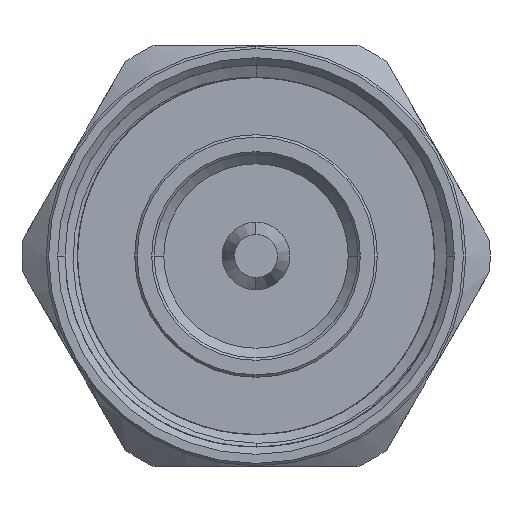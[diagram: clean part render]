
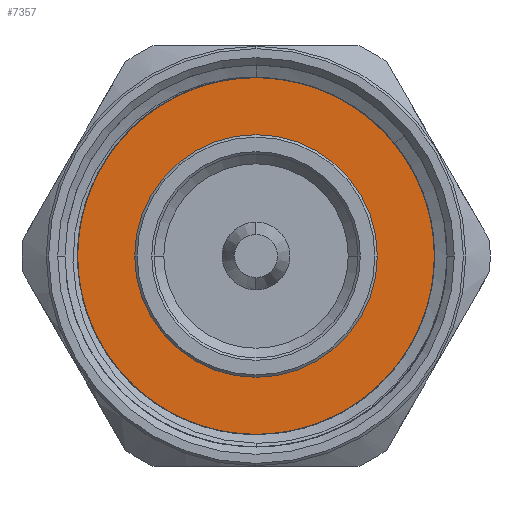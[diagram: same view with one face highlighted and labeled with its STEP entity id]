
A CAD part, left-side view. The second image highlights one B-rep face of the part: STEP entity #7357.
In plain terms, the highlighted planar face has unit normal (-1, 0, 0).
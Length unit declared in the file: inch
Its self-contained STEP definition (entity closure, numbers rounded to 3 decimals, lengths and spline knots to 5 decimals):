
#324 = CARTESIAN_POINT ( 'NONE',  ( 0.3317, -0.09337, -0.37703 ) ) ;
#371 = CARTESIAN_POINT ( 'NONE',  ( 0.3317, 0.32839, -0.17951 ) ) ;
#467 = CARTESIAN_POINT ( 'NONE',  ( 0.3317, 0.25057, -0.28294 ) ) ;
#517 = FACE_OUTER_BOUND ( 'NONE', #7679, .T. ) ;
#528 = AXIS2_PLACEMENT_3D ( 'NONE', #3400, #4848, #3443 ) ;
#675 = CIRCLE ( 'NONE', #528, 0.3937 ) ;
#718 = DIRECTION ( 'NONE',  ( -1., 0., 0. ) ) ;
#739 = AXIS2_PLACEMENT_3D ( 'NONE', #7845, #8691, #6527 ) ;
#898 = CARTESIAN_POINT ( 'NONE',  ( 0.3317, -0.3937, 0. ) ) ;
#1011 = AXIS2_PLACEMENT_3D ( 'NONE', #7919, #7292, #5741 ) ;
#1057 = CARTESIAN_POINT ( 'NONE',  ( 0.3317, 0.15955, -0.34614 ) ) ;
#1103 = CARTESIAN_POINT ( 'NONE',  ( 0.3317, 0.20734, -0.31787 ) ) ;
#1149 = CARTESIAN_POINT ( 'NONE',  ( 0.3317, 0.34982, -0.12826 ) ) ;
#1279 = EDGE_CURVE ( 'NONE', #6628, #1296, #6753, .T. ) ;
#1296 = VERTEX_POINT ( 'NONE', #2797 ) ;
#1388 = DIRECTION ( 'NONE',  ( -1., 0., 0. ) ) ;
#1719 = CARTESIAN_POINT ( 'NONE',  ( 0.3317, -0.19728, -0.33825 ) ) ;
#1776 = CARTESIAN_POINT ( 'NONE',  ( 0.3317, 0.01709, -0.38465 ) ) ;
#1825 = CARTESIAN_POINT ( 'NONE',  ( 0.3317, 0.28835, -0.24193 ) ) ;
#1921 = CARTESIAN_POINT ( 'NONE',  ( 0.3317, 0.10823, -0.36857 ) ) ;
#2087 = CARTESIAN_POINT ( 'NONE',  ( 0.3317, 0.24999, 0. ) ) ;
#2416 = ORIENTED_EDGE ( 'NONE', *, *, #9463, .T. ) ;
#2460 = CARTESIAN_POINT ( 'NONE',  ( 0.3317, -0.11165, -0.37259 ) ) ;
#2504 = CARTESIAN_POINT ( 'NONE',  ( 0.3317, -0.01075, -0.38563 ) ) ;
#2555 = CARTESIAN_POINT ( 'NONE',  ( 0.3317, 0.35974, -0.0927 ) ) ;
#2601 = CARTESIAN_POINT ( 'NONE',  ( 0.3317, -0.16408, -0.3544 ) ) ;
#2797 = CARTESIAN_POINT ( 'NONE',  ( 0.3317, -0.24999, 0. ) ) ;
#2817 = EDGE_CURVE ( 'NONE', #1296, #6628, #4921, .T. ) ;
#2895 = LINE ( 'NONE', #8779, #7963 ) ;
#3275 = CARTESIAN_POINT ( 'NONE',  ( 0.3317, 0.17602, -0.33744 ) ) ;
#3400 = CARTESIAN_POINT ( 'NONE',  ( 0.3317, 0., 0. ) ) ;
#3443 = DIRECTION ( 'NONE',  ( 0., -1., 0. ) ) ;
#3595 = ORIENTED_EDGE ( 'NONE', *, *, #5825, .T. ) ;
#3715 = DIRECTION ( 'NONE',  ( 0., -1., 0. ) ) ;
#4108 = CARTESIAN_POINT ( 'NONE',  ( 0.3317, 0.22225, -0.30698 ) ) ;
#4156 = CARTESIAN_POINT ( 'NONE',  ( 0.3317, 0.36341, -0.07443 ) ) ;
#4339 = PLANE ( 'NONE',  #1011 ) ;
#4519 = AXIS2_PLACEMENT_3D ( 'NONE', #8696, #718, #6533 ) ;
#4676 = CARTESIAN_POINT ( 'NONE',  ( 0.3317, -0.00149, -0.38553 ) ) ;
#4729 = CARTESIAN_POINT ( 'NONE',  ( 0.3317, 0.36833, 0. ) ) ;
#4776 = CARTESIAN_POINT ( 'NONE',  ( 0.3317, 0.26397, -0.26976 ) ) ;
#4824 = CARTESIAN_POINT ( 'NONE',  ( 0.3317, 0.02643, -0.38387 ) ) ;
#4848 = DIRECTION ( 'NONE',  ( -1., 0., 0. ) ) ;
#4921 = CIRCLE ( 'NONE', #739, 0.24999 ) ;
#4970 = CARTESIAN_POINT ( 'NONE',  ( 0.3317, 0., 0. ) ) ;
#5261 = ORIENTED_EDGE ( 'NONE', *, *, #8297, .T. ) ;
#5269 = VERTEX_POINT ( 'NONE', #6199 ) ;
#5402 = CARTESIAN_POINT ( 'NONE',  ( 0.3317, -0.21342, -0.32895 ) ) ;
#5450 = CARTESIAN_POINT ( 'NONE',  ( 0.3317, 0.36797, -0.03733 ) ) ;
#5513 = CARTESIAN_POINT ( 'NONE',  ( 0.3317, -0.27282, -0.28385 ) ) ;
#5550 = CARTESIAN_POINT ( 'NONE',  ( 0.3317, 0.29945, -0.22719 ) ) ;
#5615 = VERTEX_POINT ( 'NONE', #5513 ) ;
#5741 = DIRECTION ( 'NONE',  ( 0., -1., 0. ) ) ;
#5825 = EDGE_CURVE ( 'NONE', #6868, #5615, #8954, .T. ) ;
#6141 = CARTESIAN_POINT ( 'NONE',  ( 0.3317, 0.07264, -0.37827 ) ) ;
#6186 = CARTESIAN_POINT ( 'NONE',  ( 0.3317, -0.05683, -0.38319 ) ) ;
#6199 = CARTESIAN_POINT ( 'NONE',  ( 0.3317, 0.3937, 0. ) ) ;
#6233 = CARTESIAN_POINT ( 'NONE',  ( 0.3317, -0.24435, -0.30799 ) ) ;
#6283 = CARTESIAN_POINT ( 'NONE',  ( 0.3317, 0.34356, -0.14563 ) ) ;
#6290 = ORIENTED_EDGE ( 'NONE', *, *, #7372, .T. ) ;
#6386 = CIRCLE ( 'NONE', #4519, 0.3937 ) ;
#6485 = ORIENTED_EDGE ( 'NONE', *, *, #2817, .F. ) ;
#6527 = DIRECTION ( 'NONE',  ( 0., -1., 0. ) ) ;
#6533 = DIRECTION ( 'NONE',  ( 0., -1., 0. ) ) ;
#6628 = VERTEX_POINT ( 'NONE', #2087 ) ;
#6753 = CIRCLE ( 'NONE', #8289, 0.24999 ) ;
#6868 = VERTEX_POINT ( 'NONE', #8068 ) ;
#6964 = CARTESIAN_POINT ( 'NONE',  ( 0.3317, -0.259, -0.29645 ) ) ;
#7206 = FACE_BOUND ( 'NONE', #8591, .T. ) ;
#7292 = DIRECTION ( 'NONE',  ( -1., 0., 0. ) ) ;
#7357 = ADVANCED_FACE ( 'NONE', ( #7206, #517 ), #4339, .T. ) ;
#7372 = EDGE_CURVE ( 'NONE', #5269, #6868, #2895, .T. ) ;
#7679 = EDGE_LOOP ( 'NONE', ( #2416, #5261, #6290, #3595 ) ) ;
#7845 = CARTESIAN_POINT ( 'NONE',  ( 0.3317, 0., 0. ) ) ;
#7919 = CARTESIAN_POINT ( 'NONE',  ( 0.3317, 0., 0. ) ) ;
#7963 = VECTOR ( 'NONE', #3715, 39.37008 ) ;
#8068 = CARTESIAN_POINT ( 'NONE',  ( 0.3317, 0.36833, 0. ) ) ;
#8117 = ORIENTED_EDGE ( 'NONE', *, *, #1279, .F. ) ;
#8289 = AXIS2_PLACEMENT_3D ( 'NONE', #4970, #1388, #9404 ) ;
#8297 = EDGE_CURVE ( 'NONE', #9499, #5269, #6386, .T. ) ;
#8346 = CARTESIAN_POINT ( 'NONE',  ( 0.3317, -0.27282, -0.28385 ) ) ;
#8446 = CARTESIAN_POINT ( 'NONE',  ( 0.3317, 0.31944, -0.19606 ) ) ;
#8491 = CARTESIAN_POINT ( 'NONE',  ( 0.3317, 0.36886, -0.01871 ) ) ;
#8591 = EDGE_LOOP ( 'NONE', ( #6485, #8117 ) ) ;
#8691 = DIRECTION ( 'NONE',  ( -1., 0., 0. ) ) ;
#8696 = CARTESIAN_POINT ( 'NONE',  ( 0.3317, 0., 0. ) ) ;
#8779 = CARTESIAN_POINT ( 'NONE',  ( 0.3317, 0., 0. ) ) ;
#8954 = B_SPLINE_CURVE_WITH_KNOTS ( 'NONE', 3,
 ( #4729, #8491, #5450, #4156, #2555, #1149, #6283, #371, #8446, #5550, #1825, #4776, #467, #4108, #1103, #3275, #1057, #1921, #6141, #4824, #1776, #4676, #2504, #9074, #6186, #324, #2460, #9117, #2601, #1719, #5402, #6233, #6964, #8346 ),
 .UNSPECIFIED., .F., .F.,
 ( 4, 2, 2, 2, 2, 2, 2, 2, 2, 2, 2, 2, 2, 2, 2, 2, 4 ),
 ( 0., 0.00142, 0.00284, 0.00426, 0.00568, 0.0071, 0.00853, 0.00995, 0.01137, 0.01421, 0.01492, 0.01563, 0.01705, 0.01847, 0.01989, 0.02131, 0.02273 ),
 .UNSPECIFIED. ) ;
#9074 = CARTESIAN_POINT ( 'NONE',  ( 0.3317, -0.03846, -0.38495 ) ) ;
#9117 = CARTESIAN_POINT ( 'NONE',  ( 0.3317, -0.14696, -0.36127 ) ) ;
#9404 = DIRECTION ( 'NONE',  ( 0., -1., 0. ) ) ;
#9463 = EDGE_CURVE ( 'NONE', #5615, #9499, #675, .T. ) ;
#9499 = VERTEX_POINT ( 'NONE', #898 ) ;
